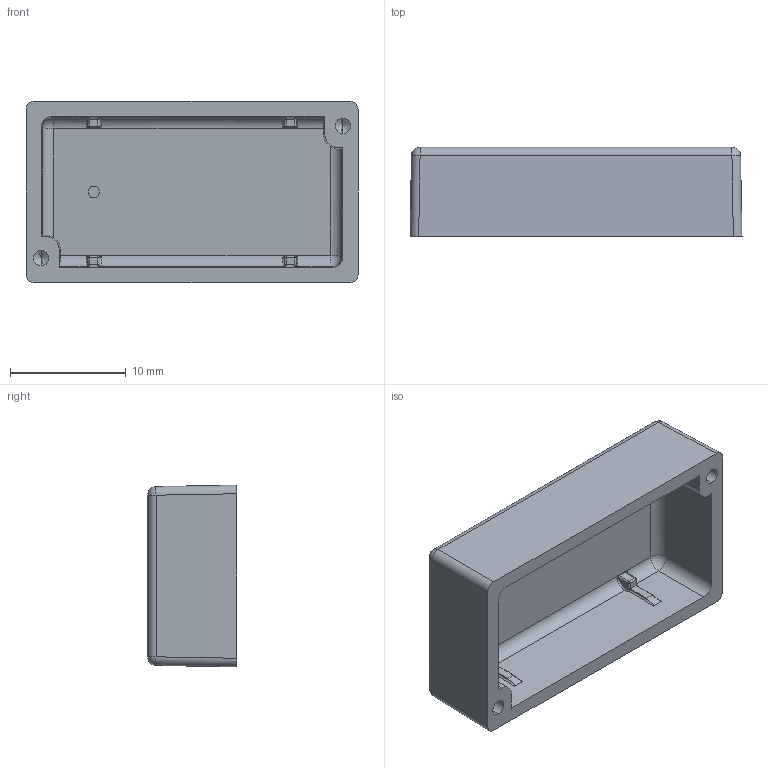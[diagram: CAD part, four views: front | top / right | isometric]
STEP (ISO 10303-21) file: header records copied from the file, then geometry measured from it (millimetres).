
FILE_DESCRIPTION (( 'STEP AP214' ), '1' );
FILE_NAME ('HSM Can REV D 1.1.4 (HSM6).STEP', '2021-11-15T20:07:57', ( '' ), ( '' ), 'SwSTEP 2.0', 'SolidWorks 2021', '' );
FILE_SCHEMA (( 'AUTOMOTIVE_DESIGN' ));
Length unit declared in the file: millimetre
Products named in the file (1): HSM Can REV D 1.1.4 (HSM6)
Bounding box: 28.74 x 7.71 x 15.74 mm (x, y, z)
Volume: 1297.1 mm3; surface area: 2072.9 mm2
Topology: 1 solids, 1 shells, 274 faces, 682 edges, 392 vertices
Faces by surface type: bspline 104, cylinder 85, plane 61, sphere 14, cone 10
Entity records: 12339 total; most frequent: CARTESIAN_POINT 6872, ORIENTED_EDGE 1312, DIRECTION 891, EDGE_CURVE 656, VERTEX_POINT 392, AXIS2_PLACEMENT_3D 328, EDGE_LOOP 282, FACE_OUTER_BOUND 274
